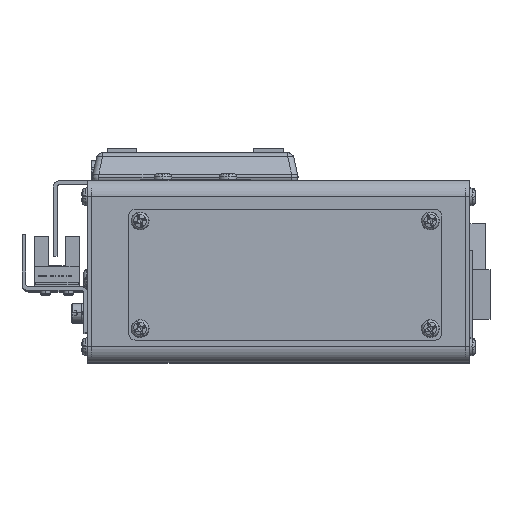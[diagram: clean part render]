
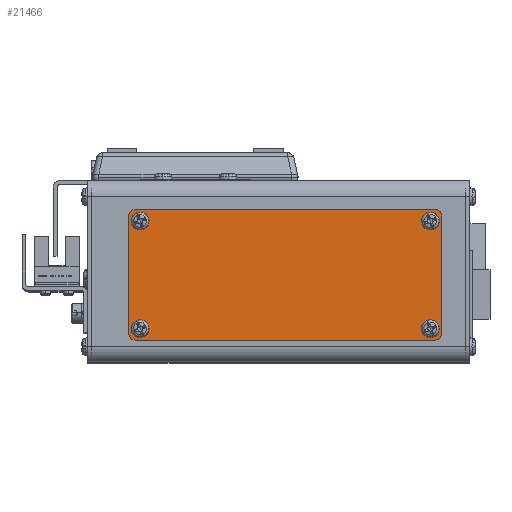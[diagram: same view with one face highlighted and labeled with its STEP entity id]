
A CAD part, top view. The second image highlights one B-rep face of the part: STEP entity #21466.
In plain terms, the highlighted face is planar.
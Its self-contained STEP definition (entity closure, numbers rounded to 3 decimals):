
#97 = AXIS2_PLACEMENT_3D ( 'NONE', #4187, #44909, #10028 ) ;
#141 = DIRECTION ( 'NONE',  ( 1., 0., 0. ) ) ;
#397 = CIRCLE ( 'NONE', #27871, 1.7 ) ;
#878 = VERTEX_POINT ( 'NONE', #66079 ) ;
#2769 = CIRCLE ( 'NONE', #37441, 1.7 ) ;
#3752 = FACE_BOUND ( 'NONE', #71146, .T. ) ;
#3820 = VERTEX_POINT ( 'NONE', #6438 ) ;
#3942 = CARTESIAN_POINT ( 'NONE',  ( 138.406, 195.769, 0. ) ) ;
#4016 = EDGE_CURVE ( 'NONE', #74544, #3820, #6288, .T. ) ;
#4067 = LINE ( 'NONE', #30039, #33245 ) ;
#4187 = CARTESIAN_POINT ( 'NONE',  ( 138.406, 197.769, 0. ) ) ;
#6249 = EDGE_LOOP ( 'NONE', ( #17374, #55806, #41614, #25827, #18545, #9352, #36057, #69714 ) ) ;
#6288 = CIRCLE ( 'NONE', #97, 2. ) ;
#6438 = CARTESIAN_POINT ( 'NONE',  ( 140.406, 197.769, 0. ) ) ;
#7380 = CARTESIAN_POINT ( 'NONE',  ( 138.606, 199.269, 0. ) ) ;
#7468 = EDGE_CURVE ( 'NONE', #30444, #45542, #4067, .T. ) ;
#7654 = ORIENTED_EDGE ( 'NONE', *, *, #59969, .T. ) ;
#8178 = CARTESIAN_POINT ( 'NONE',  ( 46.406, 233.769, 0. ) ) ;
#8671 = DIRECTION ( 'NONE',  ( 0., 1., 0. ) ) ;
#9013 = VECTOR ( 'NONE', #62849, 1000. ) ;
#9037 = EDGE_CURVE ( 'NONE', #54275, #24218, #35012, .T. ) ;
#9152 = VERTEX_POINT ( 'NONE', #52499 ) ;
#9163 = EDGE_CURVE ( 'NONE', #26026, #30444, #10349, .T. ) ;
#9352 = ORIENTED_EDGE ( 'NONE', *, *, #13499, .F. ) ;
#10016 = CARTESIAN_POINT ( 'NONE',  ( 136.906, 199.269, 0. ) ) ;
#10028 = DIRECTION ( 'NONE',  ( 1., 0., 0. ) ) ;
#10349 = CIRCLE ( 'NONE', #32181, 2. ) ;
#10554 = CARTESIAN_POINT ( 'NONE',  ( 46.406, 197.769, 0. ) ) ;
#11343 = CIRCLE ( 'NONE', #50267, 1.7 ) ;
#11507 = ORIENTED_EDGE ( 'NONE', *, *, #27018, .T. ) ;
#12342 = LINE ( 'NONE', #49402, #72440 ) ;
#12645 = LINE ( 'NONE', #62613, #9013 ) ;
#13499 = EDGE_CURVE ( 'NONE', #9152, #74544, #12645, .T. ) ;
#15654 = VERTEX_POINT ( 'NONE', #7380 ) ;
#15658 = CARTESIAN_POINT ( 'NONE',  ( 47.906, 199.269, 0. ) ) ;
#15761 = DIRECTION ( 'NONE',  ( 0., 0., 1. ) ) ;
#15894 = DIRECTION ( 'NONE',  ( 1., 0., 0. ) ) ;
#16408 = DIRECTION ( 'NONE',  ( 1., 0., 0. ) ) ;
#17374 = ORIENTED_EDGE ( 'NONE', *, *, #47654, .F. ) ;
#17491 = EDGE_CURVE ( 'NONE', #19011, #878, #2769, .T. ) ;
#18021 = AXIS2_PLACEMENT_3D ( 'NONE', #26359, #67070, #32240 ) ;
#18041 = EDGE_CURVE ( 'NONE', #24218, #9152, #60942, .T. ) ;
#18467 = ORIENTED_EDGE ( 'NONE', *, *, #37116, .T. ) ;
#18545 = ORIENTED_EDGE ( 'NONE', *, *, #4016, .F. ) ;
#18972 = AXIS2_PLACEMENT_3D ( 'NONE', #10016, #50778, #15894 ) ;
#19011 = VERTEX_POINT ( 'NONE', #46213 ) ;
#19212 = FACE_BOUND ( 'NONE', #62894, .T. ) ;
#19295 = DIRECTION ( 'NONE',  ( 0., 0., 1. ) ) ;
#20429 = ORIENTED_EDGE ( 'NONE', *, *, #58585, .T. ) ;
#20920 = ORIENTED_EDGE ( 'NONE', *, *, #42050, .T. ) ;
#20975 = EDGE_CURVE ( 'NONE', #34537, #15654, #73918, .T. ) ;
#21062 = FACE_BOUND ( 'NONE', #56411, .T. ) ;
#21311 = VECTOR ( 'NONE', #60931, 1000. ) ;
#21466 = ADVANCED_FACE ( 'NONE', ( #65681, #21062, #34765, #19212, #3752 ), #48684, .F. ) ;
#21508 = DIRECTION ( 'NONE',  ( 1., 0., 0. ) ) ;
#22125 = VERTEX_POINT ( 'NONE', #38668 ) ;
#23944 = VERTEX_POINT ( 'NONE', #27585 ) ;
#24218 = VERTEX_POINT ( 'NONE', #24228 ) ;
#24228 = CARTESIAN_POINT ( 'NONE',  ( 44.406, 197.769, 0. ) ) ;
#25782 = DIRECTION ( 'NONE',  ( 1., 0., 0. ) ) ;
#25827 = ORIENTED_EDGE ( 'NONE', *, *, #71100, .F. ) ;
#25964 = CARTESIAN_POINT ( 'NONE',  ( 46.406, 233.769, 0. ) ) ;
#26026 = VERTEX_POINT ( 'NONE', #75090 ) ;
#26359 = CARTESIAN_POINT ( 'NONE',  ( 136.906, 232.269, 0. ) ) ;
#26413 = VERTEX_POINT ( 'NONE', #32571 ) ;
#27018 = EDGE_CURVE ( 'NONE', #878, #19011, #31032, .T. ) ;
#27585 = CARTESIAN_POINT ( 'NONE',  ( 138.606, 232.269, 0. ) ) ;
#27871 = AXIS2_PLACEMENT_3D ( 'NONE', #54196, #19295, #60021 ) ;
#27935 = CARTESIAN_POINT ( 'NONE',  ( 47.906, 232.269, 0. ) ) ;
#29305 = CARTESIAN_POINT ( 'NONE',  ( 44.406, 233.769, 0. ) ) ;
#30039 = CARTESIAN_POINT ( 'NONE',  ( 46.406, 235.769, 0. ) ) ;
#30080 = DIRECTION ( 'NONE',  ( 0., 0., 1. ) ) ;
#30444 = VERTEX_POINT ( 'NONE', #34491 ) ;
#31032 = CIRCLE ( 'NONE', #67013, 1.7 ) ;
#31543 = AXIS2_PLACEMENT_3D ( 'NONE', #69855, #35061, #141 ) ;
#31791 = DIRECTION ( 'NONE',  ( 1., 0., 0. ) ) ;
#32181 = AXIS2_PLACEMENT_3D ( 'NONE', #64962, #30080, #70783 ) ;
#32240 = DIRECTION ( 'NONE',  ( 1., 0., 0. ) ) ;
#32571 = CARTESIAN_POINT ( 'NONE',  ( 49.606, 232.269, 0. ) ) ;
#32951 = CARTESIAN_POINT ( 'NONE',  ( 135.206, 199.269, 0. ) ) ;
#33245 = VECTOR ( 'NONE', #64919, 1000. ) ;
#33823 = DIRECTION ( 'NONE',  ( 1., 0., 0. ) ) ;
#33989 = CARTESIAN_POINT ( 'NONE',  ( 44.406, 197.769, 0. ) ) ;
#34491 = CARTESIAN_POINT ( 'NONE',  ( 138.406, 235.769, 0. ) ) ;
#34537 = VERTEX_POINT ( 'NONE', #32951 ) ;
#34765 = FACE_OUTER_BOUND ( 'NONE', #6249, .T. ) ;
#34845 = DIRECTION ( 'NONE',  ( 0., 0., 1. ) ) ;
#34858 = EDGE_CURVE ( 'NONE', #15654, #34537, #72649, .T. ) ;
#35012 = LINE ( 'NONE', #33989, #21311 ) ;
#35061 = DIRECTION ( 'NONE',  ( 0., 0., 1. ) ) ;
#36057 = ORIENTED_EDGE ( 'NONE', *, *, #18041, .F. ) ;
#37116 = EDGE_CURVE ( 'NONE', #23944, #67196, #72760, .T. ) ;
#37441 = AXIS2_PLACEMENT_3D ( 'NONE', #50645, #15761, #56480 ) ;
#38668 = CARTESIAN_POINT ( 'NONE',  ( 46.206, 232.269, 0. ) ) ;
#41614 = ORIENTED_EDGE ( 'NONE', *, *, #9163, .F. ) ;
#42050 = EDGE_CURVE ( 'NONE', #26413, #22125, #11343, .T. ) ;
#44909 = DIRECTION ( 'NONE',  ( 0., 0., 1. ) ) ;
#45542 = VERTEX_POINT ( 'NONE', #64911 ) ;
#46213 = CARTESIAN_POINT ( 'NONE',  ( 49.606, 199.269, 0. ) ) ;
#47654 = EDGE_CURVE ( 'NONE', #45542, #54275, #57555, .T. ) ;
#48400 = CARTESIAN_POINT ( 'NONE',  ( 135.206, 232.269, 0. ) ) ;
#48684 = PLANE ( 'NONE',  #60480 ) ;
#49402 = CARTESIAN_POINT ( 'NONE',  ( 140.406, 233.769, 0. ) ) ;
#49410 = ORIENTED_EDGE ( 'NONE', *, *, #20975, .T. ) ;
#50267 = AXIS2_PLACEMENT_3D ( 'NONE', #27935, #68644, #33823 ) ;
#50645 = CARTESIAN_POINT ( 'NONE',  ( 47.906, 199.269, 0. ) ) ;
#50778 = DIRECTION ( 'NONE',  ( 0., 0., 1. ) ) ;
#51309 = DIRECTION ( 'NONE',  ( 0., 0., 1. ) ) ;
#51349 = ORIENTED_EDGE ( 'NONE', *, *, #17491, .T. ) ;
#52499 = CARTESIAN_POINT ( 'NONE',  ( 46.406, 195.769, 0. ) ) ;
#54022 = ORIENTED_EDGE ( 'NONE', *, *, #34858, .T. ) ;
#54196 = CARTESIAN_POINT ( 'NONE',  ( 47.906, 232.269, 0. ) ) ;
#54275 = VERTEX_POINT ( 'NONE', #29305 ) ;
#55806 = ORIENTED_EDGE ( 'NONE', *, *, #7468, .F. ) ;
#56375 = DIRECTION ( 'NONE',  ( 0., 0., 1. ) ) ;
#56411 = EDGE_LOOP ( 'NONE', ( #7654, #20920 ) ) ;
#56480 = DIRECTION ( 'NONE',  ( 1., 0., 0. ) ) ;
#56904 = CIRCLE ( 'NONE', #18021, 1.7 ) ;
#57555 = CIRCLE ( 'NONE', #71124, 2. ) ;
#58585 = EDGE_CURVE ( 'NONE', #67196, #23944, #56904, .T. ) ;
#59511 = EDGE_LOOP ( 'NONE', ( #20429, #18467 ) ) ;
#59969 = EDGE_CURVE ( 'NONE', #22125, #26413, #397, .T. ) ;
#60021 = DIRECTION ( 'NONE',  ( 1., 0., 0. ) ) ;
#60480 = AXIS2_PLACEMENT_3D ( 'NONE', #8178, #60611, #25782 ) ;
#60611 = DIRECTION ( 'NONE',  ( 0., 0., 1. ) ) ;
#60931 = DIRECTION ( 'NONE',  ( 0., -1., 0. ) ) ;
#60942 = CIRCLE ( 'NONE', #71045, 2. ) ;
#62613 = CARTESIAN_POINT ( 'NONE',  ( 138.406, 195.769, 0. ) ) ;
#62849 = DIRECTION ( 'NONE',  ( 1., 0., 0. ) ) ;
#62894 = EDGE_LOOP ( 'NONE', ( #11507, #51349 ) ) ;
#64911 = CARTESIAN_POINT ( 'NONE',  ( 46.406, 235.769, 0. ) ) ;
#64919 = DIRECTION ( 'NONE',  ( -1., 0., 0. ) ) ;
#64962 = CARTESIAN_POINT ( 'NONE',  ( 138.406, 233.769, 0. ) ) ;
#65681 = FACE_BOUND ( 'NONE', #59511, .T. ) ;
#66079 = CARTESIAN_POINT ( 'NONE',  ( 46.206, 199.269, 0. ) ) ;
#66649 = DIRECTION ( 'NONE',  ( 0., 0., 1. ) ) ;
#67013 = AXIS2_PLACEMENT_3D ( 'NONE', #15658, #56375, #21508 ) ;
#67070 = DIRECTION ( 'NONE',  ( 0., 0., 1. ) ) ;
#67196 = VERTEX_POINT ( 'NONE', #48400 ) ;
#68644 = DIRECTION ( 'NONE',  ( 0., 0., 1. ) ) ;
#69651 = CARTESIAN_POINT ( 'NONE',  ( 136.906, 199.269, 0. ) ) ;
#69714 = ORIENTED_EDGE ( 'NONE', *, *, #9037, .F. ) ;
#69855 = CARTESIAN_POINT ( 'NONE',  ( 136.906, 232.269, 0. ) ) ;
#70783 = DIRECTION ( 'NONE',  ( 1., 0., 0. ) ) ;
#71045 = AXIS2_PLACEMENT_3D ( 'NONE', #10554, #51309, #16408 ) ;
#71100 = EDGE_CURVE ( 'NONE', #3820, #26026, #12342, .T. ) ;
#71124 = AXIS2_PLACEMENT_3D ( 'NONE', #25964, #66649, #31791 ) ;
#71146 = EDGE_LOOP ( 'NONE', ( #49410, #54022 ) ) ;
#72440 = VECTOR ( 'NONE', #8671, 1000. ) ;
#72649 = CIRCLE ( 'NONE', #72662, 1.7 ) ;
#72662 = AXIS2_PLACEMENT_3D ( 'NONE', #69651, #34845, #75486 ) ;
#72760 = CIRCLE ( 'NONE', #31543, 1.7 ) ;
#73918 = CIRCLE ( 'NONE', #18972, 1.7 ) ;
#74544 = VERTEX_POINT ( 'NONE', #3942 ) ;
#75090 = CARTESIAN_POINT ( 'NONE',  ( 140.406, 233.769, 0. ) ) ;
#75486 = DIRECTION ( 'NONE',  ( 1., 0., 0. ) ) ;
